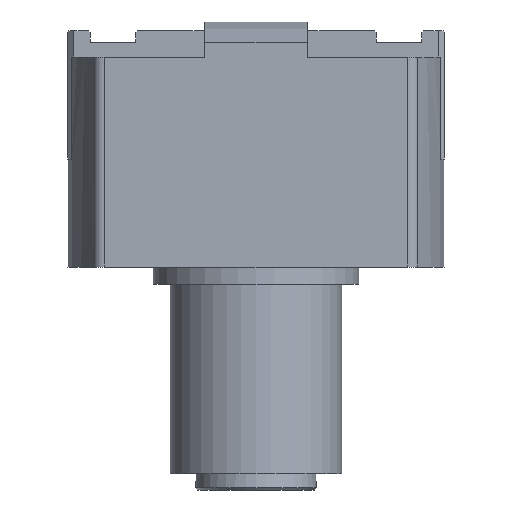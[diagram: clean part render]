
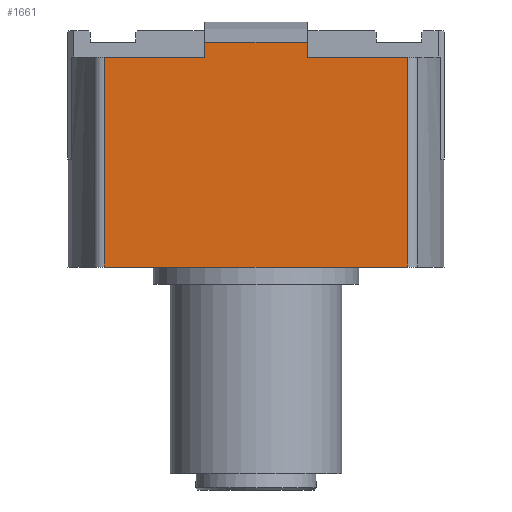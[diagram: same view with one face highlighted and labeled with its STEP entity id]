
A CAD part, front view. The second image highlights one B-rep face of the part: STEP entity #1661.
In plain terms, the highlighted planar face has unit normal (0, -1, 0).
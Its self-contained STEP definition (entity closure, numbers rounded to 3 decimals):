
#57=LINE('',#2246,#204);
#60=LINE('',#2259,#207);
#65=LINE('',#2291,#212);
#71=LINE('',#2309,#218);
#72=LINE('',#2311,#219);
#73=LINE('',#2313,#220);
#74=LINE('',#2315,#221);
#75=LINE('',#2316,#222);
#76=LINE('',#2318,#223);
#204=VECTOR('',#1870,1000.);
#207=VECTOR('',#1881,1000.);
#212=VECTOR('',#1916,1000.);
#218=VECTOR('',#1936,1000.);
#219=VECTOR('',#1939,1000.);
#220=VECTOR('',#1940,1000.);
#221=VECTOR('',#1941,1000.);
#222=VECTOR('',#1942,1000.);
#223=VECTOR('',#1943,1000.);
#402=ORIENTED_EDGE('',*,*,#718,.F.);
#403=ORIENTED_EDGE('',*,*,#748,.F.);
#404=ORIENTED_EDGE('',*,*,#749,.T.);
#405=ORIENTED_EDGE('',*,*,#750,.T.);
#406=ORIENTED_EDGE('',*,*,#724,.F.);
#407=ORIENTED_EDGE('',*,*,#747,.T.);
#408=ORIENTED_EDGE('',*,*,#737,.T.);
#409=ORIENTED_EDGE('',*,*,#751,.T.);
#410=ORIENTED_EDGE('',*,*,#752,.F.);
#718=EDGE_CURVE('',#898,#899,#57,.T.);
#724=EDGE_CURVE('',#904,#900,#60,.T.);
#737=EDGE_CURVE('',#917,#914,#65,.T.);
#747=EDGE_CURVE('',#904,#917,#71,.T.);
#748=EDGE_CURVE('',#922,#898,#72,.T.);
#749=EDGE_CURVE('',#922,#923,#73,.T.);
#750=EDGE_CURVE('',#923,#900,#74,.T.);
#751=EDGE_CURVE('',#914,#924,#75,.T.);
#752=EDGE_CURVE('',#899,#924,#76,.T.);
#898=VERTEX_POINT('',#2245);
#899=VERTEX_POINT('',#2247);
#900=VERTEX_POINT('',#2251);
#904=VERTEX_POINT('',#2258);
#914=VERTEX_POINT('',#2285);
#917=VERTEX_POINT('',#2292);
#922=VERTEX_POINT('',#2312);
#923=VERTEX_POINT('',#2314);
#924=VERTEX_POINT('',#2317);
#1069=EDGE_LOOP('',(#402,#403,#404,#405,#406,#407,#408,#409,#410));
#1162=FACE_BOUND('',#1069,.T.);
#1242=PLANE('',#1768);
#1661=ADVANCED_FACE('',(#1162),#1242,.F.);
#1768=AXIS2_PLACEMENT_3D('',#2310,#1937,#1938);
#1870=DIRECTION('',(1.,0.,0.));
#1881=DIRECTION('',(1.,0.,0.));
#1916=DIRECTION('',(1.,0.,0.));
#1936=DIRECTION('',(0.,0.,-1.));
#1937=DIRECTION('',(0.,1.,0.));
#1938=DIRECTION('',(0.,0.,1.));
#1939=DIRECTION('',(0.,0.,-1.));
#1940=DIRECTION('',(-1.,0.,0.));
#1941=DIRECTION('',(0.,0.,-1.));
#1942=DIRECTION('',(1.,0.,0.));
#1943=DIRECTION('',(0.,0.,-1.));
#2245=CARTESIAN_POINT('',(4.5,-9.,18.35));
#2246=CARTESIAN_POINT('',(-13.276,-9.,18.35));
#2247=CARTESIAN_POINT('',(13.276,-9.,18.35));
#2251=CARTESIAN_POINT('',(-4.5,-9.,18.35));
#2258=CARTESIAN_POINT('',(-13.276,-9.,18.35));
#2259=CARTESIAN_POINT('',(-13.276,-9.,18.35));
#2285=CARTESIAN_POINT('',(0.,-9.,0.));
#2291=CARTESIAN_POINT('',(-13.276,-9.,0.));
#2292=CARTESIAN_POINT('',(-13.276,-9.,0.));
#2309=CARTESIAN_POINT('',(-13.276,-9.,18.35));
#2310=CARTESIAN_POINT('',(-13.276,-9.,18.35));
#2311=CARTESIAN_POINT('',(4.5,-9.,19.666));
#2312=CARTESIAN_POINT('',(4.5,-9.,19.666));
#2313=CARTESIAN_POINT('',(4.5,-9.,19.666));
#2314=CARTESIAN_POINT('',(-4.5,-9.,19.666));
#2315=CARTESIAN_POINT('',(-4.5,-9.,19.666));
#2316=CARTESIAN_POINT('',(-13.276,-9.,0.));
#2317=CARTESIAN_POINT('',(13.276,-9.,0.));
#2318=CARTESIAN_POINT('',(13.276,-9.,18.35));
